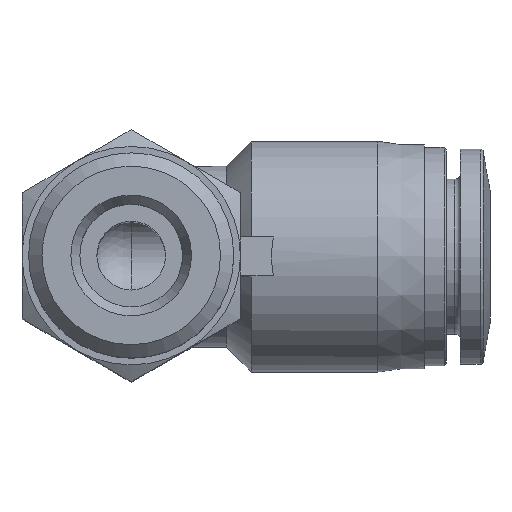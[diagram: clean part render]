
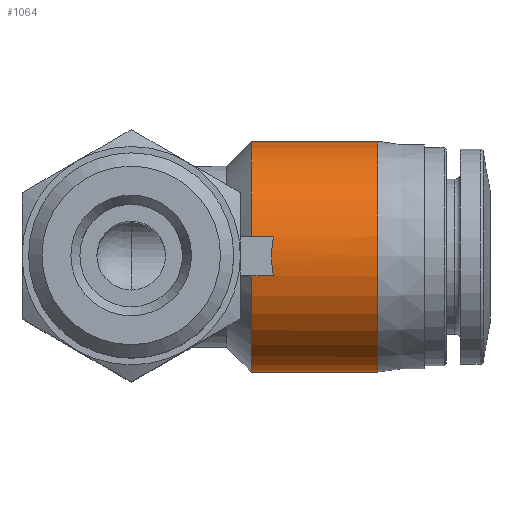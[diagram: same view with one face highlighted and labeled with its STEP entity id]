
A CAD part, top view. The second image highlights one B-rep face of the part: STEP entity #1064.
In plain terms, the highlighted cylindrical face has radius 7.4 mm (diameter 14.8 mm), a full revolution.
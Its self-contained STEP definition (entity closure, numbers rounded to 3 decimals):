
#43=LINE('',#1459,#55);
#45=LINE('',#1473,#57);
#55=VECTOR('',#1224,1000.);
#57=VECTOR('',#1228,1000.);
#138=CIRCLE('',#1146,7.4);
#139=CIRCLE('',#1148,7.4);
#294=ORIENTED_EDGE('',*,*,#411,.F.);
#295=ORIENTED_EDGE('',*,*,#361,.F.);
#296=ORIENTED_EDGE('',*,*,#407,.T.);
#297=ORIENTED_EDGE('',*,*,#365,.T.);
#298=ORIENTED_EDGE('',*,*,#410,.T.);
#361=EDGE_CURVE('',#450,#451,#43,.F.);
#365=EDGE_CURVE('',#453,#452,#45,.F.);
#407=EDGE_CURVE('',#450,#453,#499,.F.);
#410=EDGE_CURVE('',#452,#451,#138,.T.);
#411=EDGE_CURVE('',#476,#476,#139,.T.);
#450=VERTEX_POINT('',#1460);
#451=VERTEX_POINT('',#1461);
#452=VERTEX_POINT('',#1472);
#453=VERTEX_POINT('',#1474);
#476=VERTEX_POINT('',#1642);
#499=ELLIPSE('',#1140,10.465,7.4);
#536=EDGE_LOOP('',(#294));
#537=EDGE_LOOP('',(#295,#296,#297,#298));
#613=FACE_BOUND('',#536,.T.);
#614=FACE_BOUND('',#537,.T.);
#658=CYLINDRICAL_SURFACE('',#1147,7.4);
#1064=ADVANCED_FACE('',(#613,#614),#658,.T.);
#1140=AXIS2_PLACEMENT_3D('',#1633,#1302,#1303);
#1146=AXIS2_PLACEMENT_3D('',#1639,#1314,#1315);
#1147=AXIS2_PLACEMENT_3D('',#1640,#1316,#1317);
#1148=AXIS2_PLACEMENT_3D('',#1641,#1318,#1319);
#1224=DIRECTION('',(1.,0.,0.));
#1228=DIRECTION('',(1.,0.,0.));
#1302=DIRECTION('',(-0.707,0.,-0.707));
#1303=DIRECTION('',(0.707,0.,-0.707));
#1314=DIRECTION('',(1.,0.,0.));
#1315=DIRECTION('',(0.,0.,-1.));
#1316=DIRECTION('',(1.,0.,0.));
#1317=DIRECTION('',(0.,0.,-1.));
#1318=DIRECTION('',(1.,0.,0.));
#1319=DIRECTION('',(0.,0.,-1.));
#1459=CARTESIAN_POINT('',(23.,1.25,7.294));
#1460=CARTESIAN_POINT('',(9.111,1.25,7.294));
#1461=CARTESIAN_POINT('',(7.7,1.25,7.294));
#1472=CARTESIAN_POINT('',(7.7,-1.25,7.294));
#1473=CARTESIAN_POINT('',(23.,-1.25,7.294));
#1474=CARTESIAN_POINT('',(9.111,-1.25,7.294));
#1633=CARTESIAN_POINT('',(16.405,0.,0.));
#1639=CARTESIAN_POINT('',(7.7,0.,0.));
#1640=CARTESIAN_POINT('',(23.,0.,0.));
#1641=CARTESIAN_POINT('',(15.8,0.,0.));
#1642=CARTESIAN_POINT('',(15.8,0.,-7.4));
